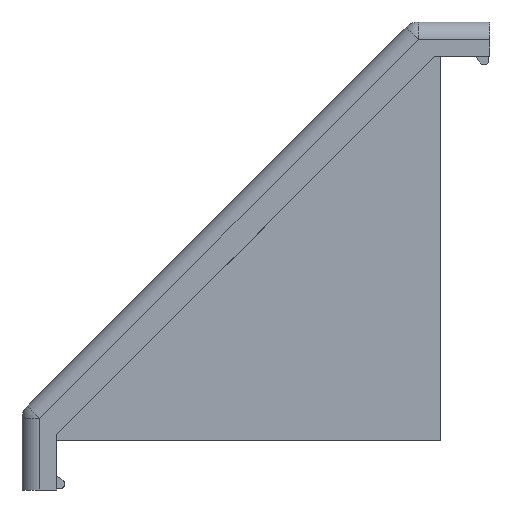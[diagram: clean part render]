
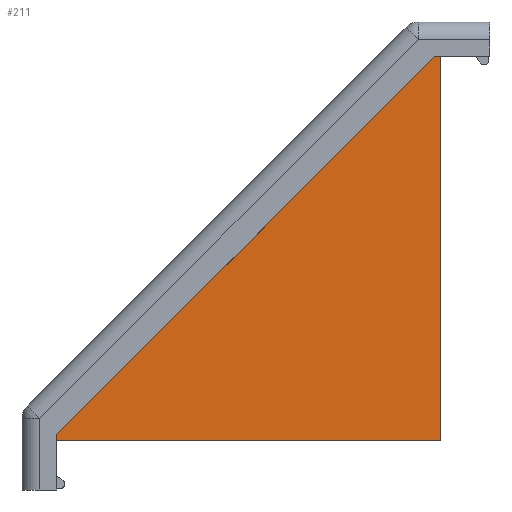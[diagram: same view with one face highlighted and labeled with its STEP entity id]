
A CAD part, left-side view. The second image highlights one B-rep face of the part: STEP entity #211.
In plain terms, the highlighted planar face has unit normal (-1, 0, 0).
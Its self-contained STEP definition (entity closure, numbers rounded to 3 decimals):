
#211=ADVANCED_FACE('',(#439),#440,.T.);
#439=FACE_OUTER_BOUND('',#681,.T.);
#440=PLANE('',#682);
#681=EDGE_LOOP('',(#1274,#1275,#1276,#1277,#1278,#1279,#1280,#1281,#1282,#1283,#1284));
#682=AXIS2_PLACEMENT_3D('',#1285,#1286,#1287);
#1274=ORIENTED_EDGE('',*,*,#1698,.T.);
#1275=ORIENTED_EDGE('',*,*,#1699,.T.);
#1276=ORIENTED_EDGE('',*,*,#1657,.T.);
#1277=ORIENTED_EDGE('',*,*,#1696,.F.);
#1278=ORIENTED_EDGE('',*,*,#1700,.F.);
#1279=ORIENTED_EDGE('',*,*,#1535,.T.);
#1280=ORIENTED_EDGE('',*,*,#1517,.T.);
#1281=ORIENTED_EDGE('',*,*,#1701,.F.);
#1282=ORIENTED_EDGE('',*,*,#1512,.F.);
#1283=ORIENTED_EDGE('',*,*,#1614,.F.);
#1284=ORIENTED_EDGE('',*,*,#1702,.F.);
#1285=CARTESIAN_POINT('',(17.0,0.,0.));
#1286=DIRECTION('',(-1.0,0.,0.));
#1287=DIRECTION('',(0.,0.0,-1.0));
#1512=EDGE_CURVE('',#1825,#1827,#1828,.T.);
#1517=EDGE_CURVE('',#1835,#1833,#1836,.T.);
#1535=EDGE_CURVE('',#1856,#1835,#1857,.T.);
#1614=EDGE_CURVE('',#1980,#1825,#1982,.T.);
#1657=EDGE_CURVE('',#2042,#2040,#2043,.T.);
#1696=EDGE_CURVE('',#2090,#2040,#2092,.T.);
#1698=EDGE_CURVE('',#2094,#2095,#2096,.T.);
#1699=EDGE_CURVE('',#2095,#2042,#2097,.T.);
#1700=EDGE_CURVE('',#1856,#2090,#2098,.T.);
#1701=EDGE_CURVE('',#1827,#1833,#2099,.T.);
#1702=EDGE_CURVE('',#2094,#1980,#2100,.T.);
#1825=VERTEX_POINT('',#2254);
#1827=VERTEX_POINT('',#2256);
#1828=LINE('',#2257,#2258);
#1833=VERTEX_POINT('',#2263);
#1835=VERTEX_POINT('',#2266);
#1836=LINE('',#2267,#2268);
#1856=VERTEX_POINT('',#2289);
#1857=LINE('',#2290,#2291);
#1980=VERTEX_POINT('',#2458);
#1982=LINE('',#2461,#2462);
#2040=VERTEX_POINT('',#2543);
#2042=VERTEX_POINT('',#2545);
#2043=LINE('',#2546,#2547);
#2090=VERTEX_POINT('',#2614);
#2092=LINE('',#2616,#2617);
#2094=VERTEX_POINT('',#2619);
#2095=VERTEX_POINT('',#2620);
#2096=LINE('',#2621,#2622);
#2097=LINE('',#2623,#2624);
#2098=LINE('',#2625,#2626);
#2099=LINE('',#2627,#2628);
#2100=LINE('',#2629,#2630);
#2254=CARTESIAN_POINT('',(17.0,3.845,75.828));
#2256=CARTESIAN_POINT('',(17.0,7.752,75.828));
#2257=CARTESIAN_POINT('',(17.0,3.845,75.828));
#2258=VECTOR('',#2750,3.907);
#2263=CARTESIAN_POINT('',(17.0,8.5,75.08));
#2266=CARTESIAN_POINT('',(17.0,8.5,8.5));
#2267=CARTESIAN_POINT('',(17.0,8.5,8.5));
#2268=VECTOR('',#2758,66.58);
#2289=CARTESIAN_POINT('',(17.0,75.08,8.5));
#2290=CARTESIAN_POINT('',(17.0,75.08,8.5));
#2291=VECTOR('',#2790,66.58);
#2458=CARTESIAN_POINT('',(17.0,6.017,78.));
#2461=CARTESIAN_POINT('',(17.0,6.017,78.));
#2462=VECTOR('',#2890,3.071);
#2543=CARTESIAN_POINT('',(17.0,75.828,3.845));
#2545=CARTESIAN_POINT('',(17.0,78.0,6.017));
#2546=CARTESIAN_POINT('',(17.0,78.0,6.017));
#2547=VECTOR('',#2932,3.071);
#2614=CARTESIAN_POINT('',(17.0,75.828,7.752));
#2616=CARTESIAN_POINT('',(17.0,75.828,7.752));
#2617=VECTOR('',#2968,3.907);
#2619=CARTESIAN_POINT('',(17.0,12.651,78.));
#2620=CARTESIAN_POINT('',(17.0,78.0,12.651));
#2621=CARTESIAN_POINT('',(17.0,12.651,78.));
#2622=VECTOR('',#2969,92.417);
#2623=CARTESIAN_POINT('',(17.0,78.0,12.651));
#2624=VECTOR('',#2970,6.635);
#2625=CARTESIAN_POINT('',(17.0,75.08,8.5));
#2626=VECTOR('',#2971,1.058);
#2627=CARTESIAN_POINT('',(17.0,7.752,75.828));
#2628=VECTOR('',#2972,1.058);
#2629=CARTESIAN_POINT('',(17.0,12.651,78.));
#2630=VECTOR('',#2973,6.635);
#2750=DIRECTION('',(0.,1.0,0.));
#2758=DIRECTION('',(0.0,0.,1.0));
#2790=DIRECTION('',(0.,-1.0,0.));
#2890=DIRECTION('',(0.,-0.707,-0.707));
#2932=DIRECTION('',(0.,-0.707,-0.707));
#2968=DIRECTION('',(0.0,0.,-1.0));
#2969=DIRECTION('',(0.,0.707,-0.707));
#2970=DIRECTION('',(0.0,0.,-1.0));
#2971=DIRECTION('',(0.,0.707,-0.707));
#2972=DIRECTION('',(0.,0.707,-0.707));
#2973=DIRECTION('',(0.,-1.0,0.));
